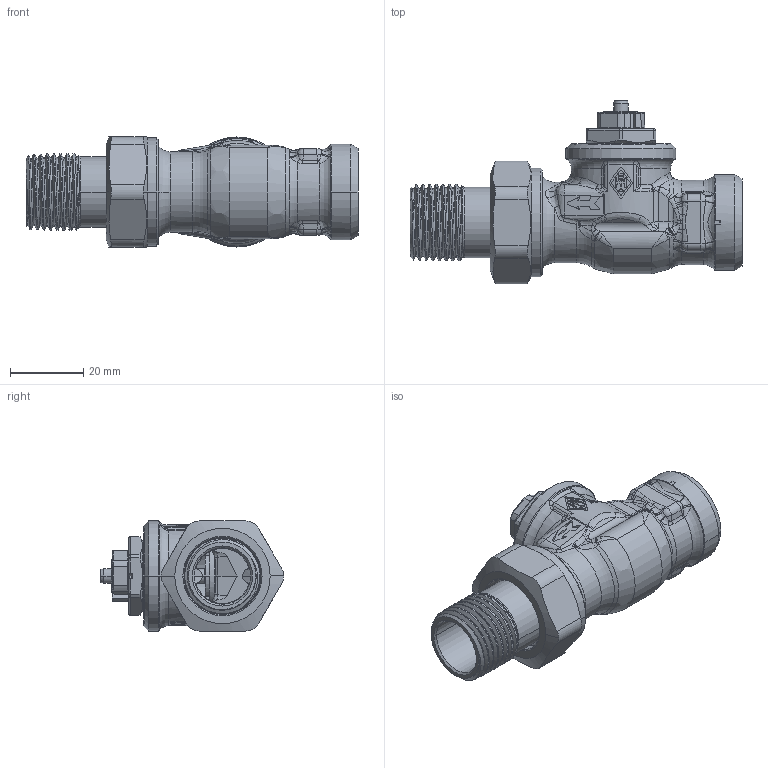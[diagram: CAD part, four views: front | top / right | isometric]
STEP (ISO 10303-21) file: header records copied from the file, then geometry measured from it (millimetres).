
FILE_DESCRIPTION((''),'2;1');
FILE_NAME('3720-02-000-O-B_SW0002','2015-08-04T',('marann'),(''),'PRO/ENGINEER BY PARAMETRIC TECHNOLOGY CORPORATION, 2011490','PRO/ENGINEER BY PARAMETRIC TECHNOLOGY CORPORATION, 2011490','');
FILE_SCHEMA(('CONFIG_CONTROL_DESIGN'));
Products named in the file (1): 3720-02-000-O-B_SW0002
Bounding box: 90.48 x 50 x 30 mm (x, y, z)
Volume: 28029.6 mm3; surface area: 22183.7 mm2
Topology: 1 solids, 1 shells, 1496 faces, 3826 edges, 2383 vertices
Faces by surface type: plane 669, bspline 301, cylinder 288, cone 123, torus 95, sphere 20
Entity records: 62635 total; most frequent: CARTESIAN_POINT 30097, ORIENTED_EDGE 7642, DIRECTION 5534, EDGE_CURVE 3821, VERTEX_POINT 2383, AXIS2_PLACEMENT_3D 2061, EDGE_LOOP 1556, B_SPLINE_CURVE_WITH_KNOTS 1543
